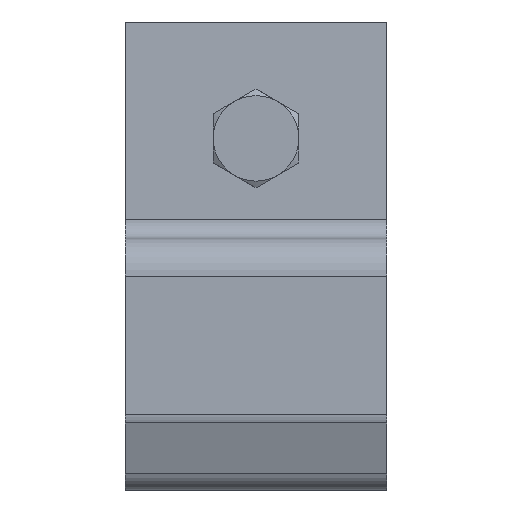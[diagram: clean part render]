
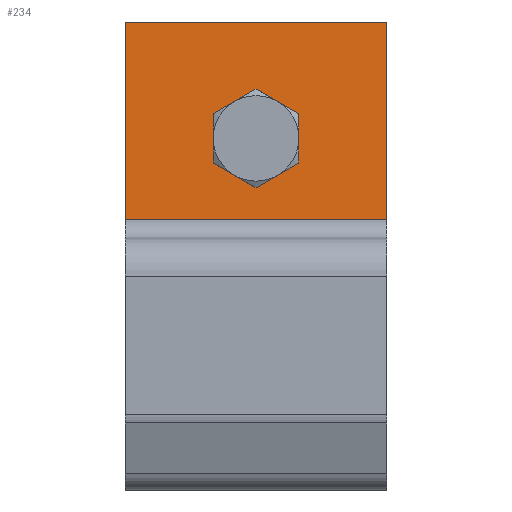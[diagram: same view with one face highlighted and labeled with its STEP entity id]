
A CAD part, left-side view. The second image highlights one B-rep face of the part: STEP entity #234.
In plain terms, the highlighted planar face has unit normal (-1, 0, 0.024).
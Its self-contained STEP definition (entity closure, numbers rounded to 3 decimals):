
#234=ADVANCED_FACE('',(#464,#465),#466,.F.);
#464=FACE_OUTER_BOUND('',#752,.T.);
#465=FACE_BOUND('',#753,.T.);
#466=PLANE('',#754);
#752=EDGE_LOOP('',(#1040,#1041,#1042,#1043));
#753=EDGE_LOOP('',(#1044));
#754=AXIS2_PLACEMENT_3D('',#1045,#1046,#1047);
#1040=ORIENTED_EDGE('',*,*,#1764,.T.);
#1041=ORIENTED_EDGE('',*,*,#1765,.F.);
#1042=ORIENTED_EDGE('',*,*,#1766,.F.);
#1043=ORIENTED_EDGE('',*,*,#1767,.T.);
#1044=ORIENTED_EDGE('',*,*,#1768,.T.);
#1045=CARTESIAN_POINT('',(-25.295,44.217,265.759));
#1046=DIRECTION('',(1.,0.,-0.024));
#1047=DIRECTION('',(0.,-1.,0.));
#1764=EDGE_CURVE('',#2055,#2056,#2057,.T.);
#1765=EDGE_CURVE('',#2058,#2056,#2059,.T.);
#1766=EDGE_CURVE('',#2060,#2058,#2061,.T.);
#1767=EDGE_CURVE('',#2060,#2055,#2062,.T.);
#1768=EDGE_CURVE('',#2063,#2063,#2064,.T.);
#2055=VERTEX_POINT('',#2478);
#2056=VERTEX_POINT('',#2479);
#2057=LINE('',#2480,#2481);
#2058=VERTEX_POINT('',#2482);
#2059=LINE('',#2483,#2484);
#2060=VERTEX_POINT('',#2485);
#2061=LINE('',#2486,#2487);
#2062=LINE('',#2488,#2489);
#2063=VERTEX_POINT('',#2490);
#2064=CIRCLE('',#2491,6.5);
#2478=CARTESIAN_POINT('',(-25.295,99.217,265.759));
#2479=CARTESIAN_POINT('',(-26.295,99.217,224.162));
#2480=CARTESIAN_POINT('',(-25.295,99.217,265.759));
#2481=VECTOR('',#3197,1.);
#2482=CARTESIAN_POINT('',(-26.295,44.217,224.162));
#2483=CARTESIAN_POINT('',(-26.295,44.217,224.162));
#2484=VECTOR('',#3198,1.);
#2485=CARTESIAN_POINT('',(-25.295,44.217,265.759));
#2486=CARTESIAN_POINT('',(-25.295,44.217,265.759));
#2487=VECTOR('',#3199,1.);
#2488=CARTESIAN_POINT('',(-25.295,44.217,265.759));
#2489=VECTOR('',#3200,1.);
#2490=CARTESIAN_POINT('',(-25.727,71.717,247.764));
#2491=AXIS2_PLACEMENT_3D('',#3201,#3202,#3203);
#3197=DIRECTION('',(-0.024,0.,-1.));
#3198=DIRECTION('',(0.,1.,0.));
#3199=DIRECTION('',(-0.024,0.,-1.));
#3200=DIRECTION('',(0.,1.,0.));
#3201=CARTESIAN_POINT('',(-25.884,71.717,241.266));
#3202=DIRECTION('',(1.,0.,-0.024));
#3203=DIRECTION('',(0.024,0.,1.));
